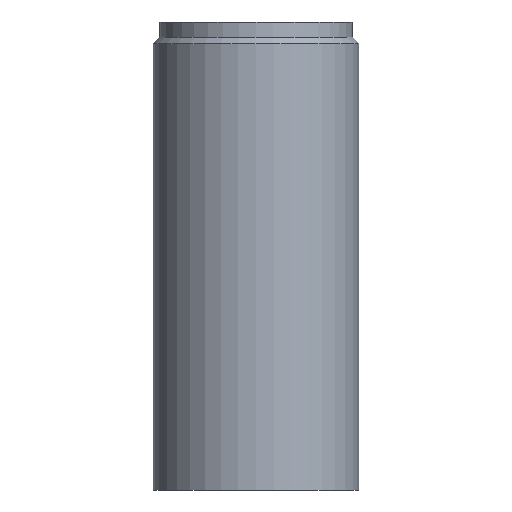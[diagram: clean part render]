
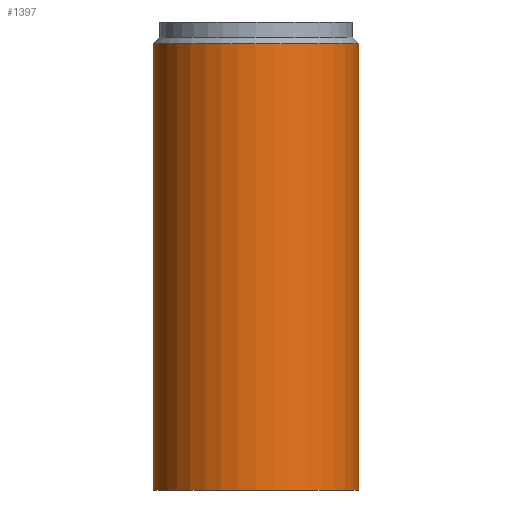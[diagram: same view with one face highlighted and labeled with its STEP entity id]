
A CAD part, left-side view. The second image highlights one B-rep face of the part: STEP entity #1397.
In plain terms, the highlighted cylindrical face has radius 393.7 mm (diameter 787.4 mm), a full revolution.
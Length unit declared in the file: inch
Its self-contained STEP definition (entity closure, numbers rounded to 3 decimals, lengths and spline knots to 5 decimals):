
#250=CARTESIAN_POINT('',(15.5,0.,-19.49606));
#251=VERTEX_POINT('',#250);
#252=CARTESIAN_POINT('',(-15.5,0.,-19.49606));
#253=VERTEX_POINT('',#252);
#254=CARTESIAN_POINT('',(0.,0.,-19.49606));
#255=DIRECTION('',(0.,0.,-1.));
#256=DIRECTION('',(-0.707,0.707,0.));
#257=AXIS2_PLACEMENT_3D('',#254,#255,#256);
#258=CIRCLE('',#257,15.5);
#259=EDGE_CURVE('',#251,#253,#258,.T.);
#261=EDGE_CURVE('',#253,#251,#258,.T.);
#497=CARTESIAN_POINT('',(15.5,0.,47.73213));
#498=VERTEX_POINT('',#497);
#505=CARTESIAN_POINT('',(-15.5,0.,47.73213));
#506=VERTEX_POINT('',#505);
#507=CARTESIAN_POINT('',(0.,0.,47.73213));
#508=DIRECTION('',(0.,0.,1.));
#509=DIRECTION('',(0.707,0.707,0.));
#510=AXIS2_PLACEMENT_3D('',#507,#508,#509);
#511=CIRCLE('',#510,15.5);
#512=EDGE_CURVE('',#498,#506,#511,.T.);
#514=EDGE_CURVE('',#506,#498,#511,.T.);
#920=CARTESIAN_POINT('',(0.,-15.5,0.));
#921=VERTEX_POINT('',#920);
#922=CARTESIAN_POINT('',(0.,15.5,0.));
#923=VERTEX_POINT('',#922);
#924=CARTESIAN_POINT('',(0.,0.,0.));
#925=DIRECTION('',(0.498,0.,0.867));
#926=DIRECTION('',(0.867,0.,-0.498));
#927=AXIS2_PLACEMENT_3D('',#924,#925,#926);
#928=ELLIPSE('',#927,17.87623,15.5);
#929=EDGE_CURVE('',#921,#923,#928,.T.);
#1081=CARTESIAN_POINT('',(0.,0.,0.));
#1082=DIRECTION('',(0.932,0.,-0.363));
#1083=DIRECTION('',(0.363,0.,0.932));
#1084=AXIS2_PLACEMENT_3D('',#1081,#1082,#1083);
#1085=ELLIPSE('',#1084,42.74388,15.5);
#1086=EDGE_CURVE('',#923,#921,#1085,.T.);
#1375=ORIENTED_EDGE('',*,*,#512,.F.);
#1376=ORIENTED_EDGE('',*,*,#514,.F.);
#1377=CARTESIAN_POINT('',(-15.5,0.,0.));
#1378=DIRECTION('',(0.,0.,1.));
#1379=VECTOR('',#1378,15.5);
#1380=LINE('',#1377,#1379);
#1381=EDGE_CURVE('',#253,#506,#1380,.T.);
#1382=ORIENTED_EDGE('',*,*,#1381,.F.);
#1383=ORIENTED_EDGE('',*,*,#259,.F.);
#1384=ORIENTED_EDGE('',*,*,#261,.F.);
#1385=ORIENTED_EDGE('',*,*,#1381,.T.);
#1386=EDGE_LOOP('',(#1375,#1376,#1382,#1383,#1384,#1385));
#1387=FACE_OUTER_BOUND('',#1386,.T.);
#1388=ORIENTED_EDGE('',*,*,#1086,.F.);
#1389=ORIENTED_EDGE('',*,*,#929,.F.);
#1390=EDGE_LOOP('',(#1388,#1389));
#1391=FACE_BOUND('',#1390,.T.);
#1392=CARTESIAN_POINT('',(0.,0.,0.));
#1393=DIRECTION('',(0.,0.,1.));
#1394=DIRECTION('',(-1.,0.,0.));
#1395=AXIS2_PLACEMENT_3D('',#1392,#1393,#1394);
#1396=CYLINDRICAL_SURFACE('',#1395,15.5);
#1397=ADVANCED_FACE('',(#1387,#1391),#1396,.T.);
